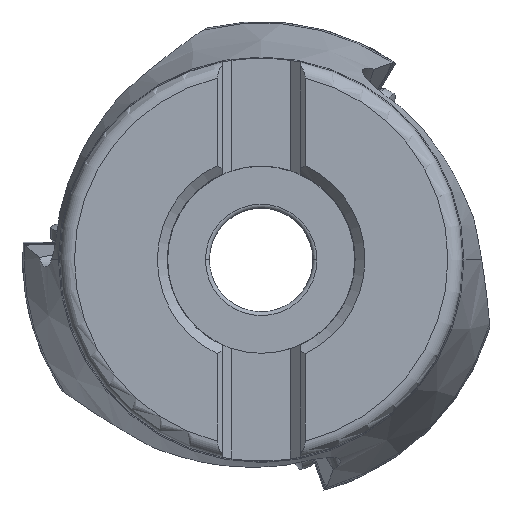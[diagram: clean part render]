
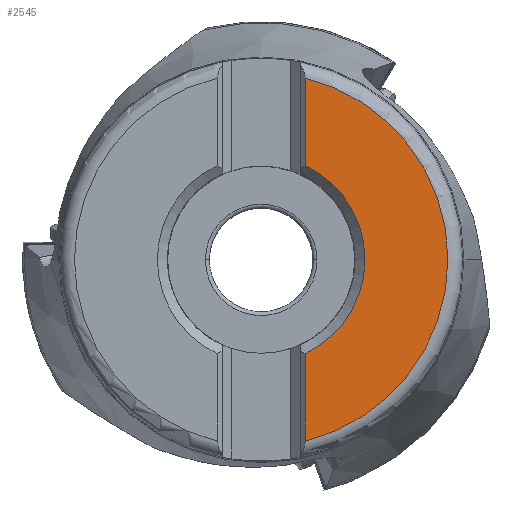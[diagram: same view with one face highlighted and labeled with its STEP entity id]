
A CAD part, top view. The second image highlights one B-rep face of the part: STEP entity #2545.
In plain terms, the highlighted planar face has unit normal (0, 0, 1).
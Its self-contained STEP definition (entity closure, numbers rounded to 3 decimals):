
#993=LINE('',#16552,#1545);
#994=LINE('',#16553,#1546);
#1545=VECTOR('',#11508,1.);
#1546=VECTOR('',#11509,1.);
#2088=FACE_OUTER_BOUND('',#3293,.T.);
#2545=ADVANCED_FACE('',(#2088),#2902,.T.);
#2902=PLANE('',#9808);
#3293=EDGE_LOOP('',(#4950,#4951,#4952,#4953,#4954,#4955));
#4950=ORIENTED_EDGE('',*,*,#7927,.F.);
#4951=ORIENTED_EDGE('',*,*,#7926,.F.);
#4952=ORIENTED_EDGE('',*,*,#7928,.F.);
#4953=ORIENTED_EDGE('',*,*,#7886,.F.);
#4954=ORIENTED_EDGE('',*,*,#7885,.F.);
#4955=ORIENTED_EDGE('',*,*,#7929,.F.);
#6763=VERTEX_POINT('',#16401);
#6764=VERTEX_POINT('',#16403);
#6765=VERTEX_POINT('',#16405);
#6792=VERTEX_POINT('',#16540);
#6793=VERTEX_POINT('',#16547);
#6794=VERTEX_POINT('',#16549);
#7885=EDGE_CURVE('',#6763,#6764,#8736,.T.);
#7886=EDGE_CURVE('',#6764,#6765,#8737,.T.);
#7926=EDGE_CURVE('',#6793,#6794,#8750,.T.);
#7927=EDGE_CURVE('',#6794,#6792,#8751,.T.);
#7928=EDGE_CURVE('',#6765,#6793,#993,.T.);
#7929=EDGE_CURVE('',#6792,#6763,#994,.T.);
#8736=CIRCLE('',#9779,19.);
#8737=CIRCLE('',#9780,19.);
#8750=CIRCLE('',#9805,10.56);
#8751=CIRCLE('',#9806,10.56);
#9779=AXIS2_PLACEMENT_3D('',#16402,#11434,#11435);
#9780=AXIS2_PLACEMENT_3D('',#16404,#11436,#11437);
#9805=AXIS2_PLACEMENT_3D('',#16548,#11502,#11503);
#9806=AXIS2_PLACEMENT_3D('',#16550,#11504,#11505);
#9808=AXIS2_PLACEMENT_3D('',#16554,#11510,#11511);
#11434=DIRECTION('',(0.,0.,-1.));
#11435=DIRECTION('',(0.235,0.972,0.));
#11436=DIRECTION('',(0.,0.,-1.));
#11437=DIRECTION('',(1.,0.,0.));
#11502=DIRECTION('',(0.,0.,1.));
#11503=DIRECTION('',(0.423,-0.906,0.));
#11504=DIRECTION('',(0.,0.,1.));
#11505=DIRECTION('',(1.,0.,0.));
#11508=DIRECTION('',(0.,1.,0.));
#11509=DIRECTION('',(0.,1.,0.));
#11510=DIRECTION('',(0.,0.,1.));
#11511=DIRECTION('',(1.,0.,0.));
#16401=CARTESIAN_POINT('',(4.47,18.467,0.));
#16402=CARTESIAN_POINT('',(0.,0.,0.));
#16403=CARTESIAN_POINT('',(19.,0.,0.));
#16404=CARTESIAN_POINT('',(0.,0.,0.));
#16405=CARTESIAN_POINT('',(4.47,-18.467,0.));
#16540=CARTESIAN_POINT('',(4.47,9.567,0.));
#16547=CARTESIAN_POINT('',(4.47,-9.567,0.));
#16548=CARTESIAN_POINT('',(0.,0.,0.));
#16549=CARTESIAN_POINT('',(10.56,0.,0.));
#16550=CARTESIAN_POINT('',(0.,0.,0.));
#16552=CARTESIAN_POINT('',(4.47,-18.467,0.));
#16553=CARTESIAN_POINT('',(4.47,9.567,0.));
#16554=CARTESIAN_POINT('',(11.735,0.,0.));
